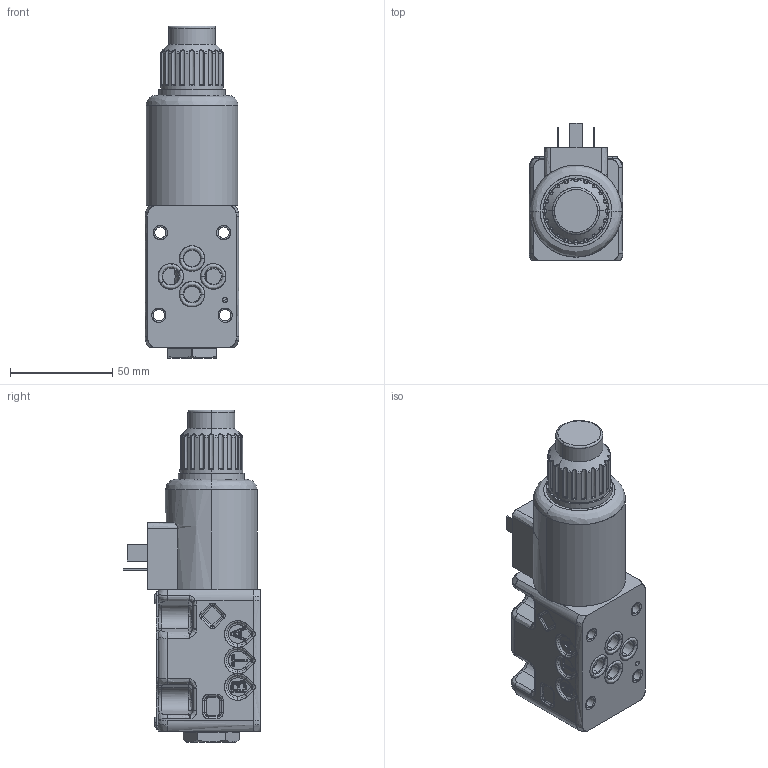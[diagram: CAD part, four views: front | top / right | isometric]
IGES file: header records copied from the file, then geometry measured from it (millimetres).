
Start section: SolidWorks IGES file using analytic representation for surfaces
Global section: file name: AD3E--E-KJ4.igs; native system: SolidWorks 2014; preprocessor: SolidWorks 2014; author: serviziopdm; date: 151214.114116; units: millimetre
Bounding box: 46 x 67.48 x 162.7 mm (x, y, z)
Surface area: 40765.3 mm2 (no closed solid volume)
Topology: 0 solids, 0 shells, 1493 faces, 16251 edges, 16242 vertices
Faces by surface type: bspline 1014, revolution 479
